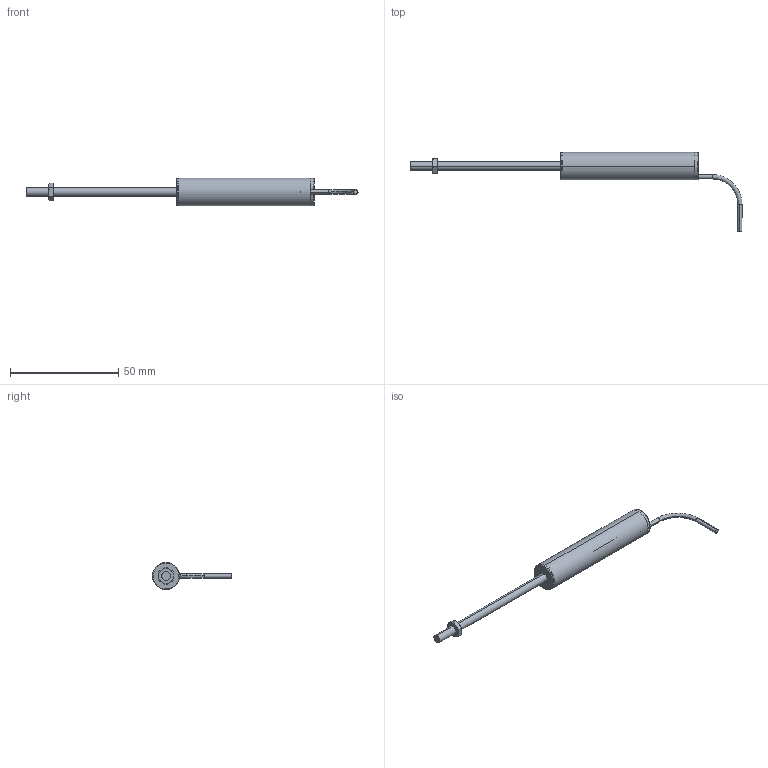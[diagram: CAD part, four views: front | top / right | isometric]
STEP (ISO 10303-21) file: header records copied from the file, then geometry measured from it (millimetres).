
FILE_DESCRIPTION (( 'STEP AP214' ), '1' );
FILE_NAME ('LZE13-050A-00-10S.STEP', '2022-03-08T15:33:47', ( '' ), ( '' ), 'SwSTEP 2.0', 'SolidWorks 2021', '' );
FILE_SCHEMA (( 'AUTOMOTIVE_DESIGN' ));
Length unit declared in the file: inch
Products named in the file (10): 5500-0029; 3120-0033-XX_3120-0033-02; 3300-0020-XX_3300-0020-02; 5300-0002; 3120-0032; 3120-0034-XX-Z_3120-0034-02-Z; 3100-0300_90710A035; 3120-0031; LZE13-050A-00-10S; 3120-0040_SHRINK
Assembly tree (9 placements, depth 2):
  LZE13-050A-00-10S
    3120-0033-XX_3120-0033-02
    3120-0031
    3120-0032
    3300-0020-XX_3300-0020-02
    3120-0034-XX-Z_3120-0034-02-Z
    5300-0002
    5500-0029
    3100-0300_90710A035
    3120-0040_SHRINK
Bounding box: 153.64 x 36.7 x 12.7 mm (x, y, z)
Volume: 3363.5 mm3; surface area: 9512.1 mm2
Topology: 9 solids, 9 shells, 98 faces, 220 edges, 141 vertices
Faces by surface type: cylinder 38, plane 32, cone 20, bspline 8
Entity records: 4078 total; most frequent: CARTESIAN_POINT 1529, ORIENTED_EDGE 440, DIRECTION 424, EDGE_CURVE 220, AXIS2_PLACEMENT_3D 177, VERTEX_POINT 141, EDGE_LOOP 111, ADVANCED_FACE 98
